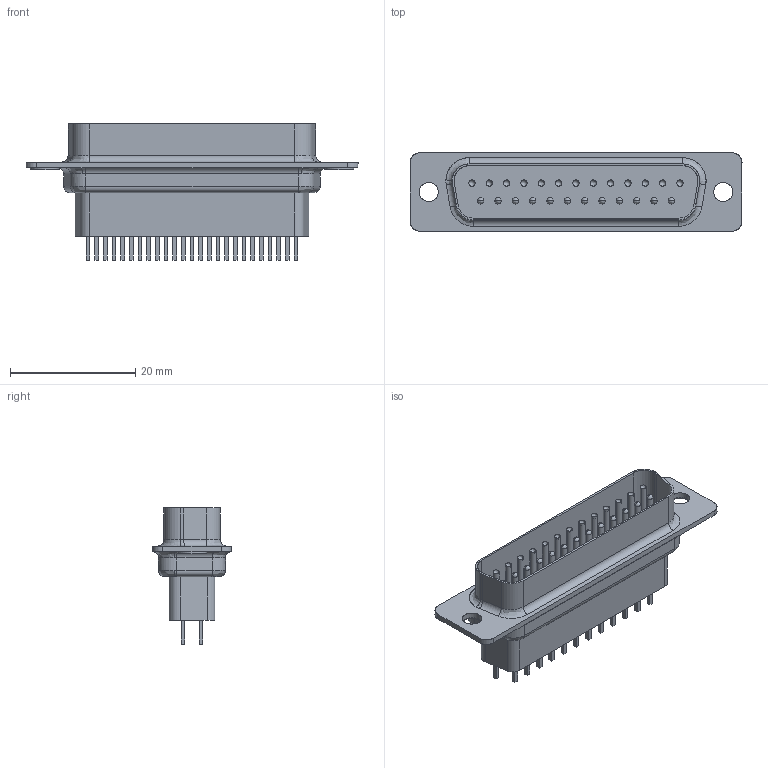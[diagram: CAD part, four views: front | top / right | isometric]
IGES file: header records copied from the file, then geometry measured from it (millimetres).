
Start section: SolidWorks IGES file using analytic representation for surfaces
Global section: file name: CKelleher'K88X-BD-25P_rA1.IGS; native system: SolidWorks 2007; preprocessor: SolidWorks 2007; author: Ckelleher; date: 120131.094536; units: millimetre
Bounding box: 53.04 x 12.55 x 21.78 mm (x, y, z)
Surface area: 4122.7 mm2 (no closed solid volume)
Topology: 0 solids, 0 shells, 308 faces, 2366 edges, 2316 vertices
Faces by surface type: bspline 177, revolution 131
